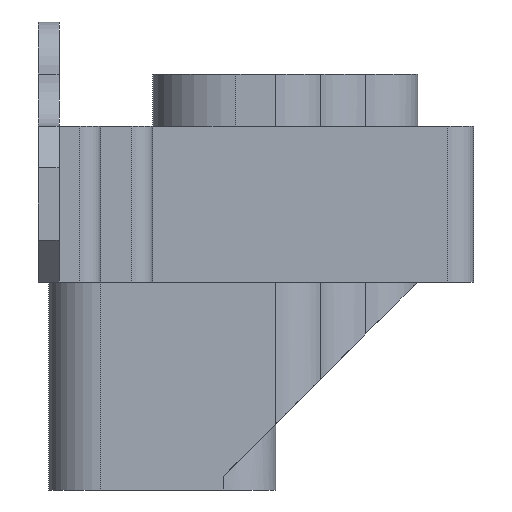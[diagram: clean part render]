
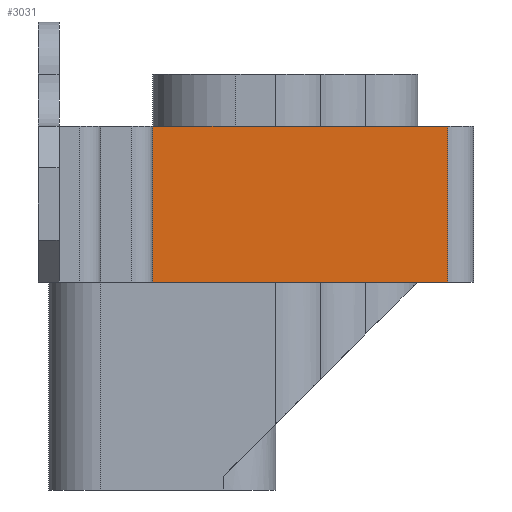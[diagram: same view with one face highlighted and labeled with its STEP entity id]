
A CAD part, left-side view. The second image highlights one B-rep face of the part: STEP entity #3031.
In plain terms, the highlighted planar face has unit normal (-1, 0, 0).
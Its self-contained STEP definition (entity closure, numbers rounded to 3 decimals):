
#78=PLANE('',#3246);
#193=FACE_OUTER_BOUND('',#351,.T.);
#351=EDGE_LOOP('',(#2241,#2242,#2243,#2244));
#589=LINE('',#4651,#926);
#591=LINE('',#4655,#928);
#592=LINE('',#4657,#929);
#593=LINE('',#4658,#930);
#926=VECTOR('',#3746,10.);
#928=VECTOR('',#3750,10.);
#929=VECTOR('',#3751,10.);
#930=VECTOR('',#3752,10.);
#1367=VERTEX_POINT('',#4648);
#1368=VERTEX_POINT('',#4650);
#1369=VERTEX_POINT('',#4654);
#1370=VERTEX_POINT('',#4656);
#1721=EDGE_CURVE('',#1367,#1368,#589,.T.);
#1723=EDGE_CURVE('',#1367,#1369,#591,.T.);
#1724=EDGE_CURVE('',#1369,#1370,#592,.T.);
#1725=EDGE_CURVE('',#1370,#1368,#593,.T.);
#2241=ORIENTED_EDGE('',*,*,#1723,.T.);
#2242=ORIENTED_EDGE('',*,*,#1724,.T.);
#2243=ORIENTED_EDGE('',*,*,#1725,.T.);
#2244=ORIENTED_EDGE('',*,*,#1721,.F.);
#3031=ADVANCED_FACE('',(#193),#78,.F.);
#3246=AXIS2_PLACEMENT_3D('',#4653,#3748,#3749);
#3746=DIRECTION('',(0.,0.,1.));
#3748=DIRECTION('center_axis',(1.,0.,0.));
#3749=DIRECTION('ref_axis',(0.,1.,0.));
#3750=DIRECTION('',(0.,-1.,0.));
#3751=DIRECTION('',(0.,0.,1.));
#3752=DIRECTION('',(0.,1.,0.));
#4648=CARTESIAN_POINT('',(-15.143,20.,0.));
#4650=CARTESIAN_POINT('',(-15.143,20.,15.));
#4651=CARTESIAN_POINT('',(-15.143,20.,0.));
#4653=CARTESIAN_POINT('Origin',(-15.143,-13.362,0.));
#4654=CARTESIAN_POINT('',(-15.143,-13.362,0.));
#4655=CARTESIAN_POINT('',(-15.143,0.,0.));
#4656=CARTESIAN_POINT('',(-15.143,-13.362,15.));
#4657=CARTESIAN_POINT('',(-15.143,-13.362,0.));
#4658=CARTESIAN_POINT('',(-15.143,0.,15.));
